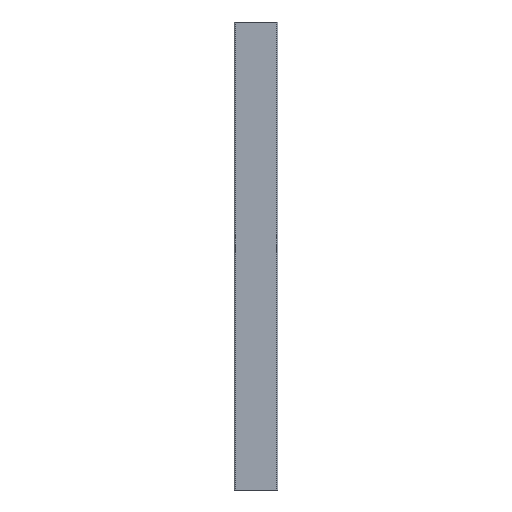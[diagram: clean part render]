
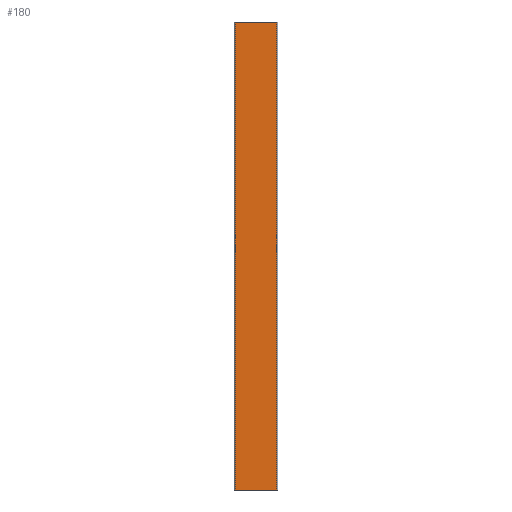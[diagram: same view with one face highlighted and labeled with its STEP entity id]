
A CAD part, front view. The second image highlights one B-rep face of the part: STEP entity #180.
In plain terms, the highlighted planar face has unit normal (0, -1, 0).
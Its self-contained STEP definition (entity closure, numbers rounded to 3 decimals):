
#2 = VERTEX_POINT ( 'NONE', #1770 ) ;
#38 = ORIENTED_EDGE ( 'NONE', *, *, #64, .T. ) ;
#63 = ORIENTED_EDGE ( 'NONE', *, *, #1158, .F. ) ;
#64 = EDGE_CURVE ( 'NONE', #2, #645, #1742, .T. ) ;
#75 = CARTESIAN_POINT ( 'NONE',  ( 0., 0., -350. ) ) ;
#85 = EDGE_CURVE ( 'NONE', #2385, #1306, #650, .T. ) ;
#180 = ADVANCED_FACE ( 'NONE', ( #746 ), #237, .F. ) ;
#198 = DIRECTION ( 'NONE',  ( 0., 0., 1. ) ) ;
#237 = PLANE ( 'NONE',  #1865 ) ;
#291 = ORIENTED_EDGE ( 'NONE', *, *, #545, .T. ) ;
#333 = LINE ( 'NONE', #1729, #1364 ) ;
#374 = ORIENTED_EDGE ( 'NONE', *, *, #85, .T. ) ;
#447 = DIRECTION ( 'NONE',  ( 0., 1., 0. ) ) ;
#545 = EDGE_CURVE ( 'NONE', #645, #2385, #1672, .T. ) ;
#597 = VECTOR ( 'NONE', #198, 1000. ) ;
#645 = VERTEX_POINT ( 'NONE', #1101 ) ;
#650 = LINE ( 'NONE', #1738, #597 ) ;
#746 = FACE_OUTER_BOUND ( 'NONE', #1450, .T. ) ;
#768 = DIRECTION ( 'NONE',  ( 1., 0., 0. ) ) ;
#826 = DIRECTION ( 'NONE',  ( 0., 0., -1. ) ) ;
#1093 = CARTESIAN_POINT ( 'NONE',  ( -1.5, 0., -350. ) ) ;
#1101 = CARTESIAN_POINT ( 'NONE',  ( -63.5, 0., -350. ) ) ;
#1158 = EDGE_CURVE ( 'NONE', #2, #1306, #333, .T. ) ;
#1176 = VECTOR ( 'NONE', #826, 1000. ) ;
#1178 = VECTOR ( 'NONE', #1619, 1000. ) ;
#1306 = VERTEX_POINT ( 'NONE', #2014 ) ;
#1364 = VECTOR ( 'NONE', #768, 1000. ) ;
#1450 = EDGE_LOOP ( 'NONE', ( #63, #38, #291, #374 ) ) ;
#1593 = CARTESIAN_POINT ( 'NONE',  ( 0., 0., 350. ) ) ;
#1619 = DIRECTION ( 'NONE',  ( 1., 0., 0. ) ) ;
#1672 = LINE ( 'NONE', #75, #1178 ) ;
#1729 = CARTESIAN_POINT ( 'NONE',  ( 0., 0., 350. ) ) ;
#1738 = CARTESIAN_POINT ( 'NONE',  ( -1.5, 0., 350. ) ) ;
#1742 = LINE ( 'NONE', #1950, #1176 ) ;
#1770 = CARTESIAN_POINT ( 'NONE',  ( -63.5, 0., 350. ) ) ;
#1783 = DIRECTION ( 'NONE',  ( -1., 0., 0. ) ) ;
#1865 = AXIS2_PLACEMENT_3D ( 'NONE', #1593, #447, #1783 ) ;
#1950 = CARTESIAN_POINT ( 'NONE',  ( -63.5, 0., 350. ) ) ;
#2014 = CARTESIAN_POINT ( 'NONE',  ( -1.5, 0., 350. ) ) ;
#2385 = VERTEX_POINT ( 'NONE', #1093 ) ;
